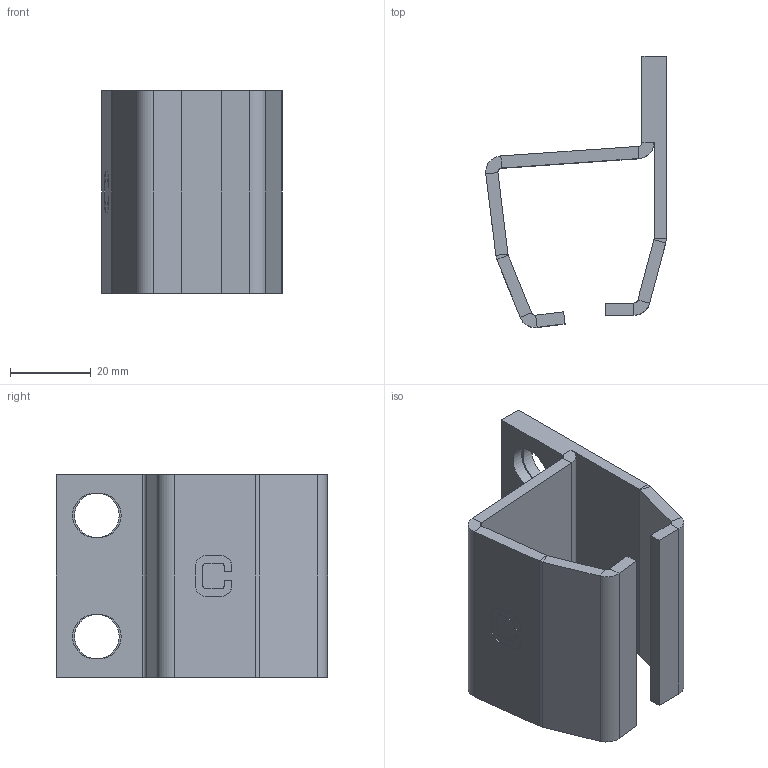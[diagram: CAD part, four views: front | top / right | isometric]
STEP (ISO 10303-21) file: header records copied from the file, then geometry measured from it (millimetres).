
FILE_DESCRIPTION(('STEP AP203'), '1');
FILE_NAME('ÐË272.RC35 Çàõâàò ñ áîêîâûì êðåïëåíèåì', '', ('UNSPECIFIED'), ('UNSPECIFIED'), 'ASCON STEP Converter 1.3', 'ASCON Math Kernel', '');
FILE_SCHEMA(('CONFIG_CONTROL_DESIGN'));
Length unit declared in the file: millimetre
Products named in the file (1): 272.RC35
Bounding box: 44.62 x 67.02 x 50 mm (x, y, z)
Volume: 25939.7 mm3; surface area: 17720.5 mm2
Topology: 1 solids, 1 shells, 91 faces, 210 edges, 122 vertices
Faces by surface type: plane 65, cylinder 26
Full cylindrical faces by diameter (mm): 11 x2
Entity records: 3276 total; most frequent: DIRECTION 446, CARTESIAN_POINT 422, ORIENTED_EDGE 416, EDGE_CURVE 208, LINE 154, VECTOR 154, AXIS2_PLACEMENT_3D 146, VERTEX_POINT 122
